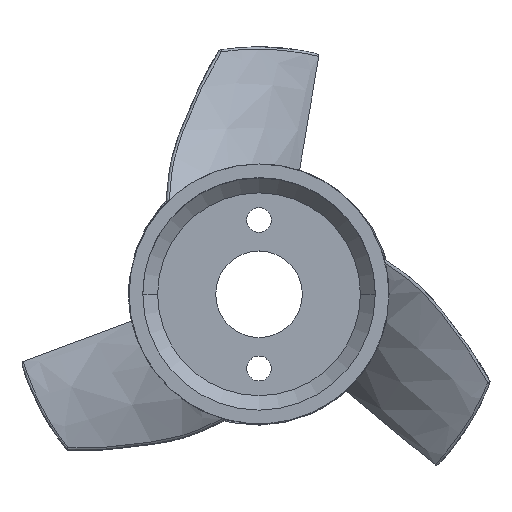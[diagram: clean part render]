
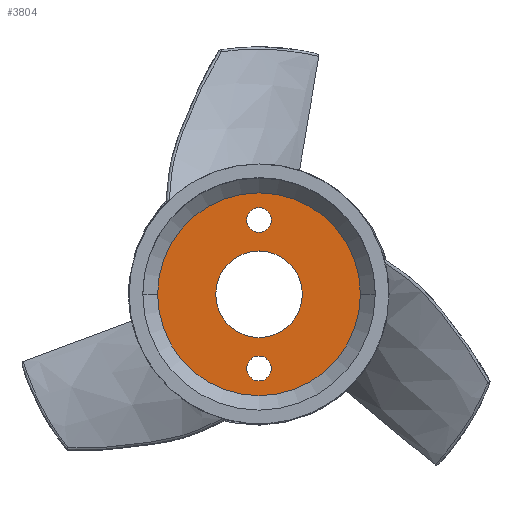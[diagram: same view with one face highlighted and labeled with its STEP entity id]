
A CAD part, top view. The second image highlights one B-rep face of the part: STEP entity #3804.
In plain terms, the highlighted planar face has unit normal (0, 0, 1).
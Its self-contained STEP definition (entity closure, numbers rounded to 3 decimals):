
#19 = EDGE_LOOP ( 'NONE', ( #704, #6293 ) ) ;
#82 = CARTESIAN_POINT ( 'NONE',  ( 0., 0., 2.6 ) ) ;
#180 = DIRECTION ( 'NONE',  ( 0., 0., 1. ) ) ;
#260 = AXIS2_PLACEMENT_3D ( 'NONE', #82, #180, #701 ) ;
#278 = VERTEX_POINT ( 'NONE', #1850 ) ;
#477 = ORIENTED_EDGE ( 'NONE', *, *, #5301, .F. ) ;
#564 = CIRCLE ( 'NONE', #5583, 1.5 ) ;
#682 = EDGE_CURVE ( 'NONE', #1211, #811, #2304, .T. ) ;
#701 = DIRECTION ( 'NONE',  ( -1., 0., 0. ) ) ;
#704 = ORIENTED_EDGE ( 'NONE', *, *, #6287, .F. ) ;
#811 = VERTEX_POINT ( 'NONE', #3659 ) ;
#853 = CARTESIAN_POINT ( 'NONE',  ( 0., 0., 2.6 ) ) ;
#1032 = DIRECTION ( 'NONE',  ( -1., 0., 0. ) ) ;
#1082 = AXIS2_PLACEMENT_3D ( 'NONE', #3848, #1867, #4848 ) ;
#1084 = DIRECTION ( 'NONE',  ( 1., 0., 0. ) ) ;
#1205 = CARTESIAN_POINT ( 'NONE',  ( 0., 9., 2.6 ) ) ;
#1211 = VERTEX_POINT ( 'NONE', #2341 ) ;
#1261 = EDGE_CURVE ( 'NONE', #811, #1211, #564, .T. ) ;
#1487 = CARTESIAN_POINT ( 'NONE',  ( -12.3, 0., 2.6 ) ) ;
#1674 = FACE_BOUND ( 'NONE', #5877, .T. ) ;
#1807 = CIRCLE ( 'NONE', #3036, 1.5 ) ;
#1850 = CARTESIAN_POINT ( 'NONE',  ( -5.25, 0., 2.6 ) ) ;
#1867 = DIRECTION ( 'NONE',  ( 0., 0., 1. ) ) ;
#1976 = CARTESIAN_POINT ( 'NONE',  ( 1.5, 9., 2.6 ) ) ;
#2038 = CARTESIAN_POINT ( 'NONE',  ( 0., 0., 2.6 ) ) ;
#2097 = CIRCLE ( 'NONE', #3731, 12.3 ) ;
#2126 = CARTESIAN_POINT ( 'NONE',  ( 0., -9., 2.6 ) ) ;
#2216 = FACE_BOUND ( 'NONE', #4002, .T. ) ;
#2255 = CARTESIAN_POINT ( 'NONE',  ( 12.3, 0., 2.6 ) ) ;
#2265 = VERTEX_POINT ( 'NONE', #1976 ) ;
#2277 = CARTESIAN_POINT ( 'NONE',  ( 0., 0., 2.6 ) ) ;
#2296 = VERTEX_POINT ( 'NONE', #2255 ) ;
#2304 = CIRCLE ( 'NONE', #2706, 1.5 ) ;
#2341 = CARTESIAN_POINT ( 'NONE',  ( 1.5, -9., 2.6 ) ) ;
#2399 = VERTEX_POINT ( 'NONE', #1487 ) ;
#2435 = EDGE_CURVE ( 'NONE', #2296, #2399, #2097, .T. ) ;
#2477 = DIRECTION ( 'NONE',  ( 0., 0., -1. ) ) ;
#2694 = DIRECTION ( 'NONE',  ( 0., -1., 0. ) ) ;
#2706 = AXIS2_PLACEMENT_3D ( 'NONE', #2126, #5662, #3214 ) ;
#2722 = ORIENTED_EDGE ( 'NONE', *, *, #2435, .F. ) ;
#2796 = DIRECTION ( 'NONE',  ( 0., 0., 1. ) ) ;
#3036 = AXIS2_PLACEMENT_3D ( 'NONE', #1205, #3159, #1084 ) ;
#3159 = DIRECTION ( 'NONE',  ( 0., 0., 1. ) ) ;
#3204 = EDGE_LOOP ( 'NONE', ( #477, #2722 ) ) ;
#3214 = DIRECTION ( 'NONE',  ( 1., 0., 0. ) ) ;
#3231 = CIRCLE ( 'NONE', #1082, 1.5 ) ;
#3645 = EDGE_CURVE ( 'NONE', #5167, #278, #3839, .T. ) ;
#3659 = CARTESIAN_POINT ( 'NONE',  ( -1.5, -9., 2.6 ) ) ;
#3731 = AXIS2_PLACEMENT_3D ( 'NONE', #5436, #2477, #4468 ) ;
#3740 = CIRCLE ( 'NONE', #5493, 12.3 ) ;
#3804 = ADVANCED_FACE ( 'NONE', ( #6168, #1674, #2216, #5075 ), #4717, .F. ) ;
#3839 = CIRCLE ( 'NONE', #5184, 5.25 ) ;
#3848 = CARTESIAN_POINT ( 'NONE',  ( 0., 9., 2.6 ) ) ;
#3994 = DIRECTION ( 'NONE',  ( 0., 0., -1. ) ) ;
#4002 = EDGE_LOOP ( 'NONE', ( #4674, #5945 ) ) ;
#4081 = EDGE_CURVE ( 'NONE', #4450, #2265, #3231, .T. ) ;
#4396 = EDGE_CURVE ( 'NONE', #278, #5167, #4767, .T. ) ;
#4450 = VERTEX_POINT ( 'NONE', #4507 ) ;
#4468 = DIRECTION ( 'NONE',  ( 1., 0., 0. ) ) ;
#4507 = CARTESIAN_POINT ( 'NONE',  ( -1.5, 9., 2.6 ) ) ;
#4552 = ORIENTED_EDGE ( 'NONE', *, *, #682, .F. ) ;
#4674 = ORIENTED_EDGE ( 'NONE', *, *, #3645, .F. ) ;
#4717 = PLANE ( 'NONE',  #5391 ) ;
#4753 = DIRECTION ( 'NONE',  ( 1., 0., 0. ) ) ;
#4767 = CIRCLE ( 'NONE', #260, 5.25 ) ;
#4834 = ORIENTED_EDGE ( 'NONE', *, *, #1261, .F. ) ;
#4848 = DIRECTION ( 'NONE',  ( -1., 0., 0. ) ) ;
#5005 = DIRECTION ( 'NONE',  ( 0., 0., 1. ) ) ;
#5075 = FACE_OUTER_BOUND ( 'NONE', #3204, .T. ) ;
#5167 = VERTEX_POINT ( 'NONE', #5416 ) ;
#5184 = AXIS2_PLACEMENT_3D ( 'NONE', #853, #2796, #4753 ) ;
#5301 = EDGE_CURVE ( 'NONE', #2399, #2296, #3740, .T. ) ;
#5364 = CARTESIAN_POINT ( 'NONE',  ( 0., -9., 2.6 ) ) ;
#5391 = AXIS2_PLACEMENT_3D ( 'NONE', #2277, #5625, #2694 ) ;
#5416 = CARTESIAN_POINT ( 'NONE',  ( 5.25, 0., 2.6 ) ) ;
#5436 = CARTESIAN_POINT ( 'NONE',  ( 0., 0., 2.6 ) ) ;
#5493 = AXIS2_PLACEMENT_3D ( 'NONE', #2038, #3994, #5962 ) ;
#5583 = AXIS2_PLACEMENT_3D ( 'NONE', #5364, #5005, #1032 ) ;
#5625 = DIRECTION ( 'NONE',  ( 0., 0., -1. ) ) ;
#5662 = DIRECTION ( 'NONE',  ( 0., 0., 1. ) ) ;
#5877 = EDGE_LOOP ( 'NONE', ( #4552, #4834 ) ) ;
#5945 = ORIENTED_EDGE ( 'NONE', *, *, #4396, .F. ) ;
#5962 = DIRECTION ( 'NONE',  ( -1., 0., 0. ) ) ;
#6168 = FACE_BOUND ( 'NONE', #19, .T. ) ;
#6287 = EDGE_CURVE ( 'NONE', #2265, #4450, #1807, .T. ) ;
#6293 = ORIENTED_EDGE ( 'NONE', *, *, #4081, .F. ) ;
